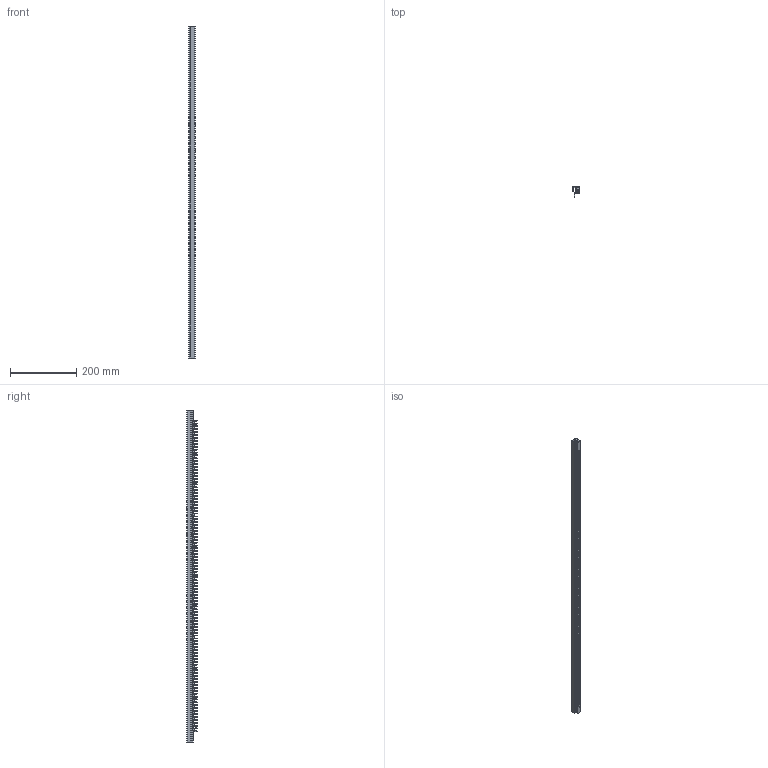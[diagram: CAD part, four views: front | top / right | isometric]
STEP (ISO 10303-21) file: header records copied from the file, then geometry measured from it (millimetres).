
FILE_DESCRIPTION((''),'2;1');
FILE_NAME('UP1-100B-1P_ASM','2024-03-13T',('dell'),(''),'PRO/ENGINEER BY PARAMETRIC TECHNOLOGY CORPORATION, 2013230','PRO/ENGINEER BY PARAMETRIC TECHNOLOGY CORPORATION, 2013230','');
FILE_SCHEMA(('AUTOMOTIVE_DESIGN { 1 0 10303 214 1 1 1 1 }'));
Length unit declared in the file: millimetre
Products named in the file (1): UP1-100B-1P_ASM
Bounding box: 19 x 30.5 x 1000 mm (x, y, z)
Volume: 180062 mm3; surface area: 195434 mm2
Topology: 1 solids, 1 shells, 1023 faces, 2955 edges, 1934 vertices
Faces by surface type: plane 519, cylinder 504
Entity records: 34062 total; most frequent: CARTESIAN_POINT 6448, ORIENTED_EDGE 5910, DIRECTION 5888, EDGE_CURVE 2955, AXIS2_PLACEMENT_3D 2080, VERTEX_POINT 1934, VECTOR 1728, LINE 1728
